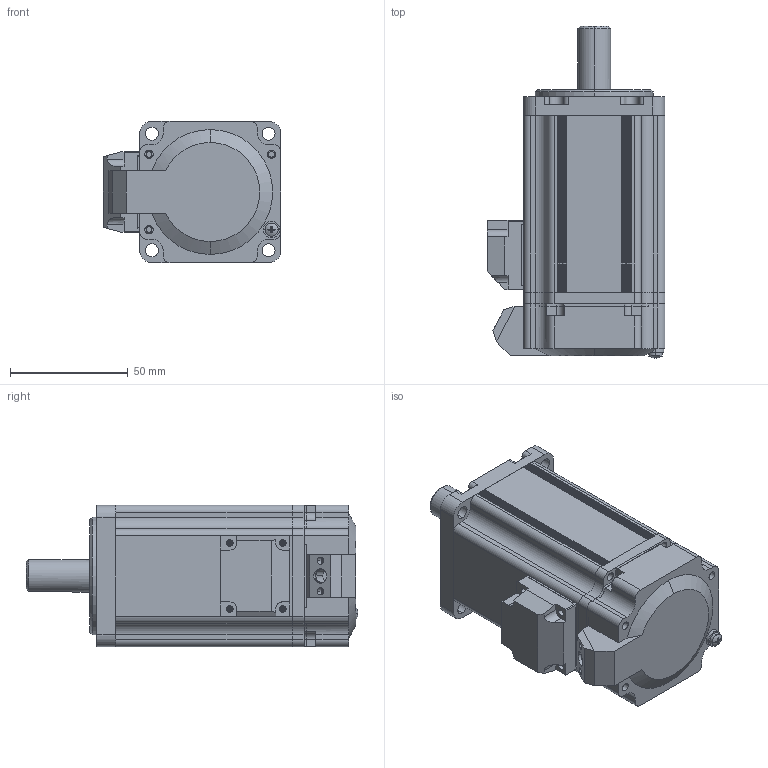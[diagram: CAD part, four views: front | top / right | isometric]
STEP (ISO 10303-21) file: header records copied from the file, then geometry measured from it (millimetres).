
FILE_DESCRIPTION (( 'STEP AP203' ), '1' );
FILE_NAME ('MF3H-60CS(CM)30B1-504.STEP', '2022-09-19T11:35:21', ( '' ), ( '' ), 'SwSTEP 2.0', 'SolidWorks 2016', '' );
FILE_SCHEMA (( 'CONFIG_CONTROL_DESIGN' ));
Length unit declared in the file: millimetre
Products named in the file (1): MF3H-60CS(CM)30B1-504
Bounding box: 75.5 x 140.89 x 60 mm (x, y, z)
Surface area: 44857.5 mm2 (no closed solid volume)
Topology: 0 solids, 17 shells, 421 faces, 1448 edges, 1038 vertices
Faces by surface type: cylinder 249, plane 146, cone 11, torus 11, bspline 2, sphere 2
Entity records: 16632 total; most frequent: CARTESIAN_POINT 3623, DIRECTION 2935, ORIENTED_EDGE 2361, EDGE_CURVE 1448, AXIS2_PLACEMENT_3D 1096, VERTEX_POINT 1038, VECTOR 743, LINE 743
